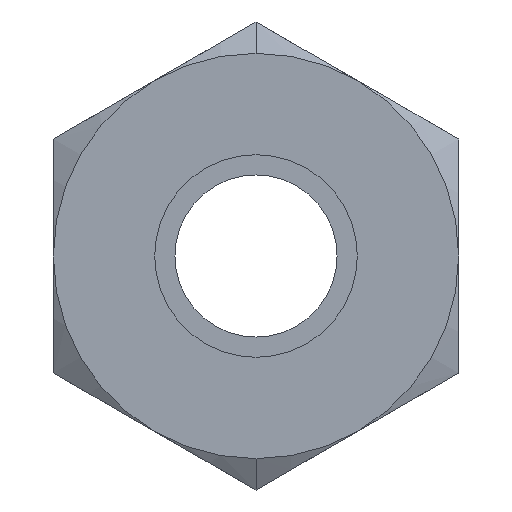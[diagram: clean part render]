
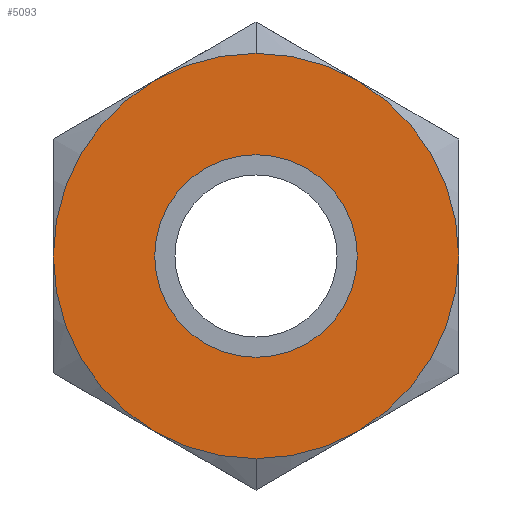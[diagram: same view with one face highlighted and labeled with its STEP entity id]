
A CAD part, left-side view. The second image highlights one B-rep face of the part: STEP entity #5093.
In plain terms, the highlighted planar face has unit normal (-1, 0, 0).
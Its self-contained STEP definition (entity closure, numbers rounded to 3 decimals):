
#46 = EDGE_CURVE ( 'NONE', #3404, #4432, #9274, .T. ) ;
#460 = CARTESIAN_POINT ( 'NONE',  ( 0., 0., -4. ) ) ;
#834 = AXIS2_PLACEMENT_3D ( 'NONE', #4545, #4588, #3138 ) ;
#1045 = VERTEX_POINT ( 'NONE', #7619 ) ;
#1277 = DIRECTION ( 'NONE',  ( 1., 0., 0. ) ) ;
#1392 = DIRECTION ( 'NONE',  ( 1., 0., 0. ) ) ;
#1701 = EDGE_CURVE ( 'NONE', #1045, #2734, #5787, .T. ) ;
#2059 = AXIS2_PLACEMENT_3D ( 'NONE', #4792, #1277, #5499 ) ;
#2274 = AXIS2_PLACEMENT_3D ( 'NONE', #6069, #5413, #3306 ) ;
#2734 = VERTEX_POINT ( 'NONE', #4305 ) ;
#2811 = CARTESIAN_POINT ( 'NONE',  ( 0., 0., 4. ) ) ;
#2871 = DIRECTION ( 'NONE',  ( 0., 0., 1. ) ) ;
#3138 = DIRECTION ( 'NONE',  ( 0., 0., 1. ) ) ;
#3306 = DIRECTION ( 'NONE',  ( 0., 0., 1. ) ) ;
#3404 = VERTEX_POINT ( 'NONE', #460 ) ;
#3458 = CARTESIAN_POINT ( 'NONE',  ( 0., 0., 0. ) ) ;
#3618 = ORIENTED_EDGE ( 'NONE', *, *, #7547, .T. ) ;
#3903 = AXIS2_PLACEMENT_3D ( 'NONE', #3458, #1392, #5516 ) ;
#3999 = CARTESIAN_POINT ( 'NONE',  ( 0., 0., 4. ) ) ;
#4305 = CARTESIAN_POINT ( 'NONE',  ( 0., 0., -8. ) ) ;
#4432 = VERTEX_POINT ( 'NONE', #2811 ) ;
#4545 = CARTESIAN_POINT ( 'NONE',  ( 0., 0., 0. ) ) ;
#4588 = DIRECTION ( 'NONE',  ( 1., 0., 0. ) ) ;
#4792 = CARTESIAN_POINT ( 'NONE',  ( 0., 0., 0. ) ) ;
#4798 = EDGE_CURVE ( 'NONE', #2734, #1045, #9179, .T. ) ;
#4799 = DIRECTION ( 'NONE',  ( -1., 0., 0. ) ) ;
#4909 = ORIENTED_EDGE ( 'NONE', *, *, #46, .T. ) ;
#4960 = AXIS2_PLACEMENT_3D ( 'NONE', #3999, #4799, #2871 ) ;
#5093 = ADVANCED_FACE ( 'NONE', ( #6483, #7181 ), #7715, .T. ) ;
#5413 = DIRECTION ( 'NONE',  ( 1., 0., 0. ) ) ;
#5499 = DIRECTION ( 'NONE',  ( 0., 0., -1. ) ) ;
#5516 = DIRECTION ( 'NONE',  ( 0., 0., -1. ) ) ;
#5720 = ORIENTED_EDGE ( 'NONE', *, *, #1701, .F. ) ;
#5787 = CIRCLE ( 'NONE', #834, 8. ) ;
#6069 = CARTESIAN_POINT ( 'NONE',  ( 0., 0., 0. ) ) ;
#6483 = FACE_BOUND ( 'NONE', #8467, .T. ) ;
#7181 = FACE_OUTER_BOUND ( 'NONE', #7327, .T. ) ;
#7291 = ORIENTED_EDGE ( 'NONE', *, *, #4798, .F. ) ;
#7327 = EDGE_LOOP ( 'NONE', ( #5720, #7291 ) ) ;
#7376 = CIRCLE ( 'NONE', #2274, 4. ) ;
#7547 = EDGE_CURVE ( 'NONE', #4432, #3404, #7376, .T. ) ;
#7619 = CARTESIAN_POINT ( 'NONE',  ( 0., 0., 8. ) ) ;
#7715 = PLANE ( 'NONE',  #4960 ) ;
#8467 = EDGE_LOOP ( 'NONE', ( #4909, #3618 ) ) ;
#9179 = CIRCLE ( 'NONE', #3903, 8. ) ;
#9274 = CIRCLE ( 'NONE', #2059, 4. ) ;
